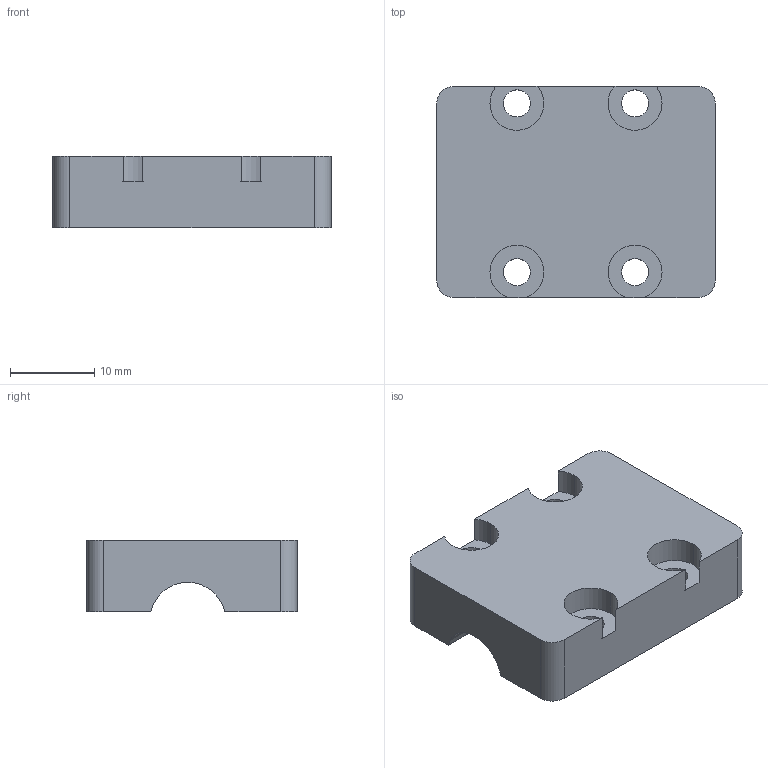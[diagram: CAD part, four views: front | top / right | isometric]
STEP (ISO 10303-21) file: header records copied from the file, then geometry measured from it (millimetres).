
FILE_DESCRIPTION(('FreeCAD Model'),'2;1');
FILE_NAME('X-lock-Roulement_C.step','2015-10-03T18:46:44',('Author'),(''), 'Open CASCADE STEP processor 6.8','FreeCAD','Unknown');
FILE_SCHEMA(('AUTOMOTIVE_DESIGN_CC2 { 1 2 10303 214 -1 1 5 4 }'));
Length unit declared in the file: millimetre
Products named in the file (1): Cut
Bounding box: 33 x 25 x 8.5 mm (x, y, z)
Volume: 4459.4 mm3; surface area: 3153.9 mm2
Topology: 1 solids, 1 shells, 32 faces, 90 edges, 60 vertices
Faces by surface type: cylinder 19, plane 13
Full cylindrical faces by diameter (mm): 3.2 x4
Entity records: 2254 total; most frequent: CARTESIAN_POINT 485, DIRECTION 317, ORIENTED_EDGE 180, PCURVE 180, DEFINITIONAL_REPRESENTATION 180, LINE 150, VECTOR 150, EDGE_CURVE 90
